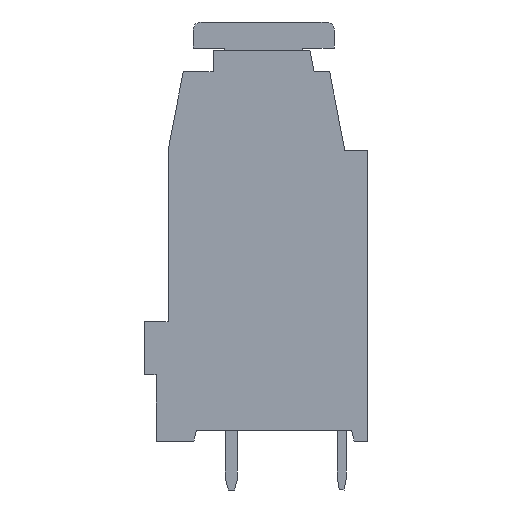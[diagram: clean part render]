
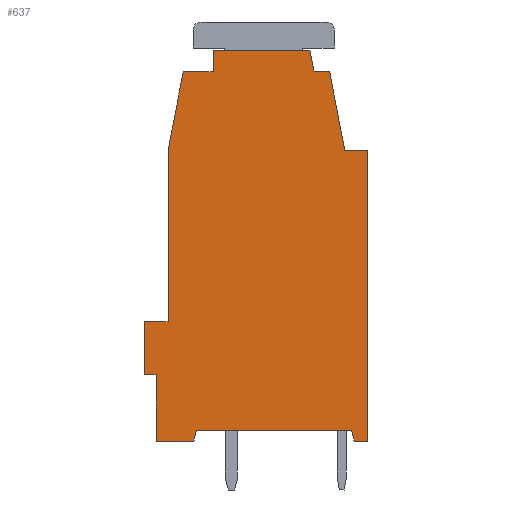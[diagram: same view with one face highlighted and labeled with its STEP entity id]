
A CAD part, left-side view. The second image highlights one B-rep face of the part: STEP entity #637.
In plain terms, the highlighted planar face has unit normal (-1, 0, 0).
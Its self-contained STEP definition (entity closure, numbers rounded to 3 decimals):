
#614=AXIS2_PLACEMENT_3D('Plane Axis2P3D',#611,#612,#613) ;
#50=CARTESIAN_POINT('Vertex',(0.,19.5,10.6)) ;
#53=CARTESIAN_POINT('Line Origine',(0.,20.05,10.6)) ;
#57=CARTESIAN_POINT('Vertex',(0.,20.6,10.6)) ;
#88=CARTESIAN_POINT('Vertex',(0.,19.5,4.5)) ;
#91=CARTESIAN_POINT('Line Origine',(0.,19.5,7.55)) ;
#119=CARTESIAN_POINT('Vertex',(0.,16.03,4.5)) ;
#122=CARTESIAN_POINT('Line Origine',(0.,17.765,4.5)) ;
#150=CARTESIAN_POINT('Vertex',(0.,15.799,5.5)) ;
#153=CARTESIAN_POINT('Line Origine',(0.,15.915,5.)) ;
#181=CARTESIAN_POINT('Vertex',(0.,1.501,5.5)) ;
#184=CARTESIAN_POINT('Line Origine',(0.,8.65,5.5)) ;
#212=CARTESIAN_POINT('Vertex',(0.,1.27,4.5)) ;
#215=CARTESIAN_POINT('Line Origine',(0.,1.385,5.)) ;
#238=CARTESIAN_POINT('Vertex',(0.,0.,4.5)) ;
#241=CARTESIAN_POINT('Line Origine',(0.,0.635,4.5)) ;
#269=CARTESIAN_POINT('Vertex',(0.,0.,31.3)) ;
#272=CARTESIAN_POINT('Line Origine',(0.,0.,17.9)) ;
#300=CARTESIAN_POINT('Vertex',(0.,2.12,31.3)) ;
#303=CARTESIAN_POINT('Line Origine',(0.,1.06,31.3)) ;
#331=CARTESIAN_POINT('Vertex',(0.,3.52,38.5)) ;
#334=CARTESIAN_POINT('Line Origine',(0.,2.82,34.9)) ;
#362=CARTESIAN_POINT('Vertex',(0.,4.95,38.5)) ;
#365=CARTESIAN_POINT('Line Origine',(0.,4.235,38.5)) ;
#393=CARTESIAN_POINT('Vertex',(0.,5.339,40.5)) ;
#396=CARTESIAN_POINT('Line Origine',(0.,5.144,39.5)) ;
#424=CARTESIAN_POINT('Vertex',(0.,14.25,40.5)) ;
#427=CARTESIAN_POINT('Line Origine',(0.,9.794,40.5)) ;
#455=CARTESIAN_POINT('Vertex',(0.,14.25,38.5)) ;
#458=CARTESIAN_POINT('Line Origine',(0.,14.25,39.5)) ;
#481=CARTESIAN_POINT('Vertex',(0.,17.,38.5)) ;
#484=CARTESIAN_POINT('Line Origine',(0.,15.625,38.5)) ;
#512=CARTESIAN_POINT('Vertex',(0.,18.4,31.3)) ;
#515=CARTESIAN_POINT('Line Origine',(0.,17.7,34.9)) ;
#543=CARTESIAN_POINT('Vertex',(0.,18.4,15.5)) ;
#546=CARTESIAN_POINT('Line Origine',(0.,18.4,23.4)) ;
#574=CARTESIAN_POINT('Vertex',(0.,20.6,15.5)) ;
#577=CARTESIAN_POINT('Line Origine',(0.,19.5,15.5)) ;
#599=CARTESIAN_POINT('Line Origine',(0.,20.6,13.05)) ;
#611=CARTESIAN_POINT('Axis2P3D Location',(0.,0.,0.)) ;
#54=DIRECTION('Vector Direction',(0.,1.,0.)) ;
#92=DIRECTION('Vector Direction',(0.,0.,1.)) ;
#123=DIRECTION('Vector Direction',(0.,1.,0.)) ;
#154=DIRECTION('Vector Direction',(0.,0.225,-0.974)) ;
#185=DIRECTION('Vector Direction',(0.,1.,0.)) ;
#216=DIRECTION('Vector Direction',(0.,0.225,0.974)) ;
#242=DIRECTION('Vector Direction',(0.,1.,0.)) ;
#273=DIRECTION('Vector Direction',(0.,0.,-1.)) ;
#304=DIRECTION('Vector Direction',(0.,-1.,0.)) ;
#335=DIRECTION('Vector Direction',(0.,-0.191,-0.982)) ;
#366=DIRECTION('Vector Direction',(0.,-1.,0.)) ;
#397=DIRECTION('Vector Direction',(0.,-0.191,-0.982)) ;
#428=DIRECTION('Vector Direction',(0.,-1.,0.)) ;
#459=DIRECTION('Vector Direction',(0.,0.,1.)) ;
#485=DIRECTION('Vector Direction',(0.,-1.,0.)) ;
#516=DIRECTION('Vector Direction',(0.,-0.191,0.982)) ;
#547=DIRECTION('Vector Direction',(0.,0.,1.)) ;
#578=DIRECTION('Vector Direction',(0.,-1.,0.)) ;
#600=DIRECTION('Vector Direction',(0.,0.,1.)) ;
#612=DIRECTION('Axis2P3D Direction',(-1.,0.,0.)) ;
#613=DIRECTION('Axis2P3D XDirection',(0.,0.,1.)) ;
#55=VECTOR('Line Direction',#54,1.) ;
#93=VECTOR('Line Direction',#92,1.) ;
#124=VECTOR('Line Direction',#123,1.) ;
#155=VECTOR('Line Direction',#154,1.) ;
#186=VECTOR('Line Direction',#185,1.) ;
#217=VECTOR('Line Direction',#216,1.) ;
#243=VECTOR('Line Direction',#242,1.) ;
#274=VECTOR('Line Direction',#273,1.) ;
#305=VECTOR('Line Direction',#304,1.) ;
#336=VECTOR('Line Direction',#335,1.) ;
#367=VECTOR('Line Direction',#366,1.) ;
#398=VECTOR('Line Direction',#397,1.) ;
#429=VECTOR('Line Direction',#428,1.) ;
#460=VECTOR('Line Direction',#459,1.) ;
#486=VECTOR('Line Direction',#485,1.) ;
#517=VECTOR('Line Direction',#516,1.) ;
#548=VECTOR('Line Direction',#547,1.) ;
#579=VECTOR('Line Direction',#578,1.) ;
#601=VECTOR('Line Direction',#600,1.) ;
#617=ORIENTED_EDGE('',*,*,#59,.T.) ;
#618=ORIENTED_EDGE('',*,*,#95,.T.) ;
#619=ORIENTED_EDGE('',*,*,#126,.T.) ;
#620=ORIENTED_EDGE('',*,*,#157,.T.) ;
#621=ORIENTED_EDGE('',*,*,#188,.T.) ;
#622=ORIENTED_EDGE('',*,*,#219,.T.) ;
#623=ORIENTED_EDGE('',*,*,#245,.T.) ;
#624=ORIENTED_EDGE('',*,*,#276,.T.) ;
#625=ORIENTED_EDGE('',*,*,#307,.T.) ;
#626=ORIENTED_EDGE('',*,*,#338,.T.) ;
#627=ORIENTED_EDGE('',*,*,#369,.T.) ;
#628=ORIENTED_EDGE('',*,*,#400,.T.) ;
#629=ORIENTED_EDGE('',*,*,#431,.T.) ;
#630=ORIENTED_EDGE('',*,*,#462,.T.) ;
#631=ORIENTED_EDGE('',*,*,#488,.T.) ;
#632=ORIENTED_EDGE('',*,*,#519,.T.) ;
#633=ORIENTED_EDGE('',*,*,#550,.T.) ;
#634=ORIENTED_EDGE('',*,*,#581,.T.) ;
#635=ORIENTED_EDGE('',*,*,#603,.T.) ;
#637=ADVANCED_FACE('Hauptkoerper',(#636),#615,.T.) ;
#59=EDGE_CURVE('',#58,#51,#56,.F.) ;
#95=EDGE_CURVE('',#51,#89,#94,.F.) ;
#126=EDGE_CURVE('',#89,#120,#125,.F.) ;
#157=EDGE_CURVE('',#120,#151,#156,.F.) ;
#188=EDGE_CURVE('',#151,#182,#187,.F.) ;
#219=EDGE_CURVE('',#182,#213,#218,.F.) ;
#245=EDGE_CURVE('',#213,#239,#244,.F.) ;
#276=EDGE_CURVE('',#239,#270,#275,.F.) ;
#307=EDGE_CURVE('',#270,#301,#306,.F.) ;
#338=EDGE_CURVE('',#301,#332,#337,.F.) ;
#369=EDGE_CURVE('',#332,#363,#368,.F.) ;
#400=EDGE_CURVE('',#363,#394,#399,.F.) ;
#431=EDGE_CURVE('',#394,#425,#430,.F.) ;
#462=EDGE_CURVE('',#425,#456,#461,.F.) ;
#488=EDGE_CURVE('',#456,#482,#487,.F.) ;
#519=EDGE_CURVE('',#482,#513,#518,.F.) ;
#550=EDGE_CURVE('',#513,#544,#549,.F.) ;
#581=EDGE_CURVE('',#544,#575,#580,.F.) ;
#603=EDGE_CURVE('',#575,#58,#602,.F.) ;
#616=EDGE_LOOP('',(#617,#618,#619,#620,#621,#622,#623,#624,#625,#626,#627,#628,#629,#630,#631,#632,#633,#634,#635)) ;
#636=FACE_OUTER_BOUND('',#616,.T.) ;
#56=LINE('Line',#53,#55) ;
#94=LINE('Line',#91,#93) ;
#125=LINE('Line',#122,#124) ;
#156=LINE('Line',#153,#155) ;
#187=LINE('Line',#184,#186) ;
#218=LINE('Line',#215,#217) ;
#244=LINE('Line',#241,#243) ;
#275=LINE('Line',#272,#274) ;
#306=LINE('Line',#303,#305) ;
#337=LINE('Line',#334,#336) ;
#368=LINE('Line',#365,#367) ;
#399=LINE('Line',#396,#398) ;
#430=LINE('Line',#427,#429) ;
#461=LINE('Line',#458,#460) ;
#487=LINE('Line',#484,#486) ;
#518=LINE('Line',#515,#517) ;
#549=LINE('Line',#546,#548) ;
#580=LINE('Line',#577,#579) ;
#602=LINE('Line',#599,#601) ;
#615=PLANE('',#614) ;
#51=VERTEX_POINT('',#50) ;
#58=VERTEX_POINT('',#57) ;
#89=VERTEX_POINT('',#88) ;
#120=VERTEX_POINT('',#119) ;
#151=VERTEX_POINT('',#150) ;
#182=VERTEX_POINT('',#181) ;
#213=VERTEX_POINT('',#212) ;
#239=VERTEX_POINT('',#238) ;
#270=VERTEX_POINT('',#269) ;
#301=VERTEX_POINT('',#300) ;
#332=VERTEX_POINT('',#331) ;
#363=VERTEX_POINT('',#362) ;
#394=VERTEX_POINT('',#393) ;
#425=VERTEX_POINT('',#424) ;
#456=VERTEX_POINT('',#455) ;
#482=VERTEX_POINT('',#481) ;
#513=VERTEX_POINT('',#512) ;
#544=VERTEX_POINT('',#543) ;
#575=VERTEX_POINT('',#574) ;
